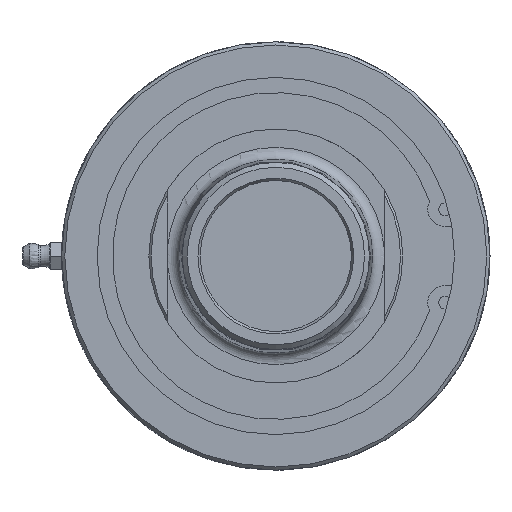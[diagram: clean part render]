
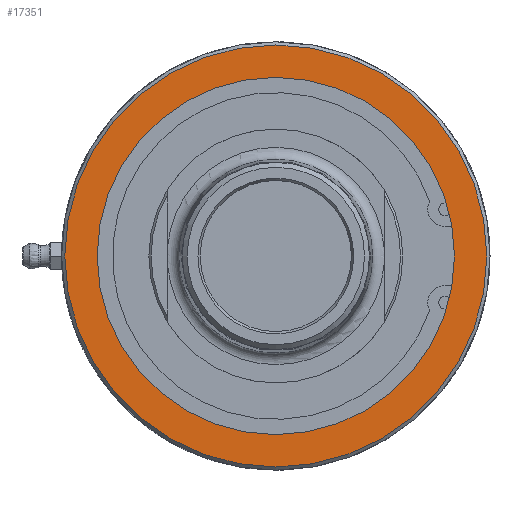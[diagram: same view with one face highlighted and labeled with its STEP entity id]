
A CAD part, left-side view. The second image highlights one B-rep face of the part: STEP entity #17351.
In plain terms, the highlighted planar face has unit normal (-1, 0, 0).
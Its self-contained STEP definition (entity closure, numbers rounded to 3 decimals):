
#190=FACE_BOUND('',#5958,.T.);
#3541=CIRCLE('',#18478,53.2);
#3542=CIRCLE('',#18481,45.035);
#3935=PLANE('',#18480);
#4866=FACE_OUTER_BOUND('',#5957,.T.);
#5957=EDGE_LOOP('',(#15978));
#5958=EDGE_LOOP('',(#15979));
#8549=VERTEX_POINT('',#39814);
#8550=VERTEX_POINT('',#39819);
#11044=EDGE_CURVE('',#8549,#8549,#3541,.T.);
#11046=EDGE_CURVE('',#8550,#8550,#3542,.T.);
#15978=ORIENTED_EDGE('',*,*,#11044,.F.);
#15979=ORIENTED_EDGE('',*,*,#11046,.T.);
#17351=ADVANCED_FACE('',(#4866,#190),#3935,.F.);
#18478=AXIS2_PLACEMENT_3D('',#39815,#21666,#21667);
#18480=AXIS2_PLACEMENT_3D('',#39818,#21671,#21672);
#18481=AXIS2_PLACEMENT_3D('',#39820,#21673,#21674);
#21666=DIRECTION('center_axis',(1.,0.,0.));
#21667=DIRECTION('ref_axis',(0.,-1.,0.));
#21671=DIRECTION('center_axis',(1.,0.,0.));
#21672=DIRECTION('ref_axis',(0.,0.,-1.));
#21673=DIRECTION('center_axis',(1.,0.,0.));
#21674=DIRECTION('ref_axis',(0.,1.,0.));
#39814=CARTESIAN_POINT('',(2.,53.2,0.));
#39815=CARTESIAN_POINT('Origin',(2.,0.,0.));
#39818=CARTESIAN_POINT('Origin',(2.,27.,0.));
#39819=CARTESIAN_POINT('',(2.,-45.035,0.));
#39820=CARTESIAN_POINT('Origin',(2.,0.,0.));
